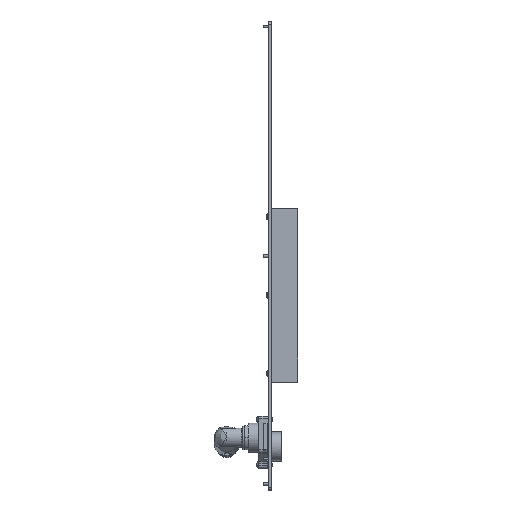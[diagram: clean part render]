
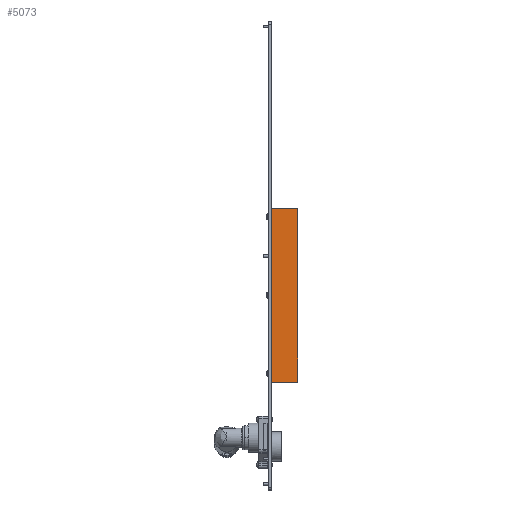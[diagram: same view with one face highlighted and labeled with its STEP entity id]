
A CAD part, left-side view. The second image highlights one B-rep face of the part: STEP entity #5073.
In plain terms, the highlighted face is planar.
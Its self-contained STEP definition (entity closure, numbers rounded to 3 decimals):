
#340 = ORIENTED_EDGE ( 'NONE', *, *, #1674, .T. ) ;
#1318 = VECTOR ( 'NONE', #12725, 1000. ) ;
#1674 = EDGE_CURVE ( 'NONE', #13226, #9507, #6902, .T. ) ;
#2170 = EDGE_CURVE ( 'NONE', #6115, #13226, #13121, .T. ) ;
#2366 = LINE ( 'NONE', #12643, #1318 ) ;
#3098 = VECTOR ( 'NONE', #12351, 1000. ) ;
#3174 = PLANE ( 'NONE',  #12843 ) ;
#4754 = EDGE_CURVE ( 'NONE', #12442, #6115, #9797, .T. ) ;
#5073 = ADVANCED_FACE ( 'NONE', ( #7162 ), #3174, .T. ) ;
#5196 = VECTOR ( 'NONE', #15812, 1000. ) ;
#6115 = VERTEX_POINT ( 'NONE', #16459 ) ;
#6902 = LINE ( 'NONE', #10642, #5196 ) ;
#6985 = EDGE_LOOP ( 'NONE', ( #340, #9422, #9665, #14148 ) ) ;
#7073 = DIRECTION ( 'NONE',  ( 1., 0., 0. ) ) ;
#7162 = FACE_OUTER_BOUND ( 'NONE', #6985, .T. ) ;
#7926 = VECTOR ( 'NONE', #8182, 1000. ) ;
#8182 = DIRECTION ( 'NONE',  ( -1., 0., 0. ) ) ;
#8527 = CARTESIAN_POINT ( 'NONE',  ( 100., 15., 5. ) ) ;
#8940 = CARTESIAN_POINT ( 'NONE',  ( 100., -15., 5. ) ) ;
#9064 = EDGE_CURVE ( 'NONE', #9507, #12442, #2366, .T. ) ;
#9422 = ORIENTED_EDGE ( 'NONE', *, *, #9064, .T. ) ;
#9507 = VERTEX_POINT ( 'NONE', #16513 ) ;
#9665 = ORIENTED_EDGE ( 'NONE', *, *, #4754, .T. ) ;
#9797 = LINE ( 'NONE', #8527, #3098 ) ;
#10642 = CARTESIAN_POINT ( 'NONE',  ( -100., 15., 5. ) ) ;
#10821 = CARTESIAN_POINT ( 'NONE',  ( -100., 15., 5. ) ) ;
#12351 = DIRECTION ( 'NONE',  ( 0., 1., 0. ) ) ;
#12442 = VERTEX_POINT ( 'NONE', #8940 ) ;
#12643 = CARTESIAN_POINT ( 'NONE',  ( -100., -15., 5. ) ) ;
#12725 = DIRECTION ( 'NONE',  ( 1., 0., 0. ) ) ;
#12843 = AXIS2_PLACEMENT_3D ( 'NONE', #16391, #16469, #7073 ) ;
#13121 = LINE ( 'NONE', #10821, #7926 ) ;
#13138 = CARTESIAN_POINT ( 'NONE',  ( -100., 15., 5. ) ) ;
#13226 = VERTEX_POINT ( 'NONE', #13138 ) ;
#14148 = ORIENTED_EDGE ( 'NONE', *, *, #2170, .T. ) ;
#15812 = DIRECTION ( 'NONE',  ( 0., -1., 0. ) ) ;
#16391 = CARTESIAN_POINT ( 'NONE',  ( -100., -15., 5. ) ) ;
#16459 = CARTESIAN_POINT ( 'NONE',  ( 100., 15., 5. ) ) ;
#16469 = DIRECTION ( 'NONE',  ( 0., 0., 1. ) ) ;
#16513 = CARTESIAN_POINT ( 'NONE',  ( -100., -15., 5. ) ) ;
